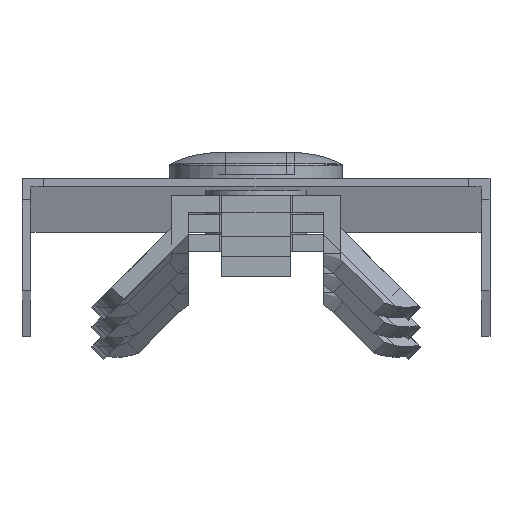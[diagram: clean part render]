
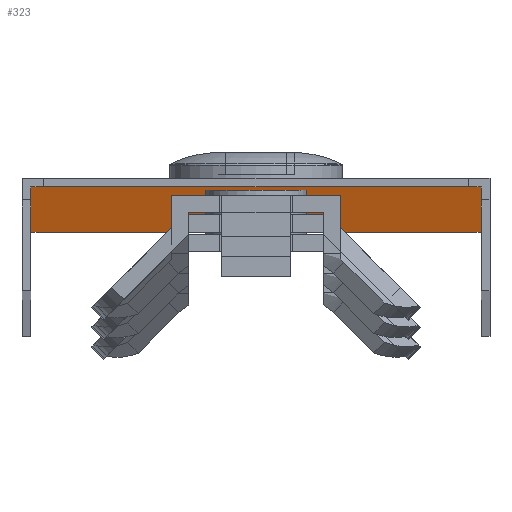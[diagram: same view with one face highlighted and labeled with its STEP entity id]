
A CAD part, top view. The second image highlights one B-rep face of the part: STEP entity #323.
In plain terms, the highlighted planar face has unit normal (0, -1, 0).
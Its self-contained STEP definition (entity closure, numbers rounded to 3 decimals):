
#23 = VERTEX_POINT ( 'NONE', #553 ) ;
#24 = DIRECTION ( 'NONE',  ( -1., 0., 0. ) ) ;
#30 = AXIS2_PLACEMENT_3D ( 'NONE', #512, #2624, #74 ) ;
#61 = ORIENTED_EDGE ( 'NONE', *, *, #1550, .T. ) ;
#63 = VECTOR ( 'NONE', #2187, 1000. ) ;
#74 = DIRECTION ( 'NONE',  ( -1., 0., 0. ) ) ;
#160 = LINE ( 'NONE', #1607, #543 ) ;
#178 = EDGE_CURVE ( 'NONE', #23, #2305, #546, .T. ) ;
#206 = CARTESIAN_POINT ( 'NONE',  ( 24.5, -1., 0. ) ) ;
#225 = VERTEX_POINT ( 'NONE', #717 ) ;
#241 = AXIS2_PLACEMENT_3D ( 'NONE', #1956, #244, #24 ) ;
#244 = DIRECTION ( 'NONE',  ( 0., -1., 0. ) ) ;
#276 = LINE ( 'NONE', #1176, #2194 ) ;
#323 = ADVANCED_FACE ( 'NONE', ( #1537, #662, #1263, #2330 ), #1837, .F. ) ;
#365 = CARTESIAN_POINT ( 'NONE',  ( -26., -1., 3000. ) ) ;
#413 = ORIENTED_EDGE ( 'NONE', *, *, #1827, .F. ) ;
#506 = CARTESIAN_POINT ( 'NONE',  ( -26., -1., 3000. ) ) ;
#512 = CARTESIAN_POINT ( 'NONE',  ( 0., -1., 2800. ) ) ;
#543 = VECTOR ( 'NONE', #1188, 1000. ) ;
#546 = LINE ( 'NONE', #206, #1663 ) ;
#547 = CARTESIAN_POINT ( 'NONE',  ( -27., -1., 3000. ) ) ;
#553 = CARTESIAN_POINT ( 'NONE',  ( 24.5, -1., 0. ) ) ;
#554 = AXIS2_PLACEMENT_3D ( 'NONE', #547, #1611, #566 ) ;
#558 = ORIENTED_EDGE ( 'NONE', *, *, #934, .F. ) ;
#559 = VERTEX_POINT ( 'NONE', #2595 ) ;
#566 = DIRECTION ( 'NONE',  ( -1., 0., 0. ) ) ;
#581 = ORIENTED_EDGE ( 'NONE', *, *, #782, .F. ) ;
#591 = CARTESIAN_POINT ( 'NONE',  ( 24.5, -1., 3000. ) ) ;
#599 = VERTEX_POINT ( 'NONE', #2363 ) ;
#620 = DIRECTION ( 'NONE',  ( 0., 0., 1. ) ) ;
#639 = CARTESIAN_POINT ( 'NONE',  ( 26., -1., 3000. ) ) ;
#662 = FACE_BOUND ( 'NONE', #2510, .T. ) ;
#717 = CARTESIAN_POINT ( 'NONE',  ( 6.15, -1., 1500. ) ) ;
#723 = CIRCLE ( 'NONE', #2146, 6.15 ) ;
#778 = AXIS2_PLACEMENT_3D ( 'NONE', #1034, #2737, #1011 ) ;
#782 = EDGE_CURVE ( 'NONE', #2139, #2174, #276, .T. ) ;
#801 = EDGE_CURVE ( 'NONE', #1673, #23, #160, .T. ) ;
#808 = VERTEX_POINT ( 'NONE', #1793 ) ;
#820 = DIRECTION ( 'NONE',  ( 0., 0., 1. ) ) ;
#868 = CARTESIAN_POINT ( 'NONE',  ( -24.5, -1., 3000. ) ) ;
#895 = CARTESIAN_POINT ( 'NONE',  ( 26., -1., 0. ) ) ;
#910 = DIRECTION ( 'NONE',  ( 0., -1., 0. ) ) ;
#912 = ORIENTED_EDGE ( 'NONE', *, *, #1728, .F. ) ;
#934 = EDGE_CURVE ( 'NONE', #1564, #2139, #2691, .T. ) ;
#982 = LINE ( 'NONE', #2345, #1586 ) ;
#1009 = CIRCLE ( 'NONE', #778, 6.15 ) ;
#1011 = DIRECTION ( 'NONE',  ( -1., 0., 0. ) ) ;
#1034 = CARTESIAN_POINT ( 'NONE',  ( 0., -1., 1500. ) ) ;
#1045 = AXIS2_PLACEMENT_3D ( 'NONE', #1305, #910, #2402 ) ;
#1137 = VERTEX_POINT ( 'NONE', #2213 ) ;
#1157 = VECTOR ( 'NONE', #620, 1000. ) ;
#1176 = CARTESIAN_POINT ( 'NONE',  ( -27., -1., 3000. ) ) ;
#1180 = CARTESIAN_POINT ( 'NONE',  ( -26., -1., 0. ) ) ;
#1188 = DIRECTION ( 'NONE',  ( 1., 0., 0. ) ) ;
#1209 = EDGE_LOOP ( 'NONE', ( #2004, #2167 ) ) ;
#1263 = FACE_OUTER_BOUND ( 'NONE', #2562, .T. ) ;
#1302 = CARTESIAN_POINT ( 'NONE',  ( 26., -1., 3000. ) ) ;
#1304 = VERTEX_POINT ( 'NONE', #506 ) ;
#1305 = CARTESIAN_POINT ( 'NONE',  ( 0., -1., 2800. ) ) ;
#1318 = ORIENTED_EDGE ( 'NONE', *, *, #178, .T. ) ;
#1356 = CARTESIAN_POINT ( 'NONE',  ( 0., -1., 200. ) ) ;
#1412 = EDGE_CURVE ( 'NONE', #2648, #1304, #2190, .T. ) ;
#1447 = DIRECTION ( 'NONE',  ( 0., -1., 0. ) ) ;
#1537 = FACE_BOUND ( 'NONE', #1209, .T. ) ;
#1540 = CARTESIAN_POINT ( 'NONE',  ( -27., -1., 0. ) ) ;
#1546 = VERTEX_POINT ( 'NONE', #1690 ) ;
#1550 = EDGE_CURVE ( 'NONE', #2305, #2174, #1720, .T. ) ;
#1552 = CIRCLE ( 'NONE', #241, 6.15 ) ;
#1564 = VERTEX_POINT ( 'NONE', #868 ) ;
#1583 = EDGE_CURVE ( 'NONE', #1564, #1304, #982, .T. ) ;
#1586 = VECTOR ( 'NONE', #2335, 1000. ) ;
#1607 = CARTESIAN_POINT ( 'NONE',  ( -27., -1., 0. ) ) ;
#1611 = DIRECTION ( 'NONE',  ( 0., 1., 0. ) ) ;
#1617 = DIRECTION ( 'NONE',  ( 1., 0., 0. ) ) ;
#1663 = VECTOR ( 'NONE', #2237, 1000. ) ;
#1673 = VERTEX_POINT ( 'NONE', #2168 ) ;
#1689 = EDGE_CURVE ( 'NONE', #1673, #2648, #2512, .T. ) ;
#1690 = CARTESIAN_POINT ( 'NONE',  ( -6.15, -1., 200. ) ) ;
#1715 = CIRCLE ( 'NONE', #2071, 6.15 ) ;
#1720 = LINE ( 'NONE', #639, #1157 ) ;
#1728 = EDGE_CURVE ( 'NONE', #808, #599, #2150, .T. ) ;
#1778 = DIRECTION ( 'NONE',  ( -1., 0., 0. ) ) ;
#1793 = CARTESIAN_POINT ( 'NONE',  ( -6.15, -1., 2800. ) ) ;
#1806 = ORIENTED_EDGE ( 'NONE', *, *, #1689, .F. ) ;
#1823 = EDGE_CURVE ( 'NONE', #599, #808, #2504, .T. ) ;
#1827 = EDGE_CURVE ( 'NONE', #559, #1546, #723, .T. ) ;
#1837 = PLANE ( 'NONE',  #554 ) ;
#1898 = DIRECTION ( 'NONE',  ( -1., 0., 0. ) ) ;
#1956 = CARTESIAN_POINT ( 'NONE',  ( 0., -1., 200. ) ) ;
#1998 = ORIENTED_EDGE ( 'NONE', *, *, #1823, .F. ) ;
#2004 = ORIENTED_EDGE ( 'NONE', *, *, #2076, .F. ) ;
#2013 = EDGE_CURVE ( 'NONE', #225, #1137, #1715, .T. ) ;
#2036 = DIRECTION ( 'NONE',  ( 1., 0., 0. ) ) ;
#2038 = ORIENTED_EDGE ( 'NONE', *, *, #801, .T. ) ;
#2071 = AXIS2_PLACEMENT_3D ( 'NONE', #2093, #1447, #1898 ) ;
#2076 = EDGE_CURVE ( 'NONE', #1137, #225, #1009, .T. ) ;
#2093 = CARTESIAN_POINT ( 'NONE',  ( 0., -1., 1500. ) ) ;
#2139 = VERTEX_POINT ( 'NONE', #591 ) ;
#2146 = AXIS2_PLACEMENT_3D ( 'NONE', #1356, #2195, #1778 ) ;
#2150 = CIRCLE ( 'NONE', #30, 6.15 ) ;
#2167 = ORIENTED_EDGE ( 'NONE', *, *, #2013, .F. ) ;
#2168 = CARTESIAN_POINT ( 'NONE',  ( -24.5, -1., 0. ) ) ;
#2174 = VERTEX_POINT ( 'NONE', #1302 ) ;
#2187 = DIRECTION ( 'NONE',  ( -1., 0., 0. ) ) ;
#2190 = LINE ( 'NONE', #365, #2719 ) ;
#2194 = VECTOR ( 'NONE', #2036, 1000. ) ;
#2195 = DIRECTION ( 'NONE',  ( 0., -1., 0. ) ) ;
#2213 = CARTESIAN_POINT ( 'NONE',  ( -6.15, -1., 1500. ) ) ;
#2237 = DIRECTION ( 'NONE',  ( 1., 0., 0. ) ) ;
#2305 = VERTEX_POINT ( 'NONE', #895 ) ;
#2330 = FACE_BOUND ( 'NONE', #2461, .T. ) ;
#2335 = DIRECTION ( 'NONE',  ( -1., 0., 0. ) ) ;
#2345 = CARTESIAN_POINT ( 'NONE',  ( -24.5, -1., 3000. ) ) ;
#2363 = CARTESIAN_POINT ( 'NONE',  ( 6.15, -1., 2800. ) ) ;
#2402 = DIRECTION ( 'NONE',  ( -1., 0., 0. ) ) ;
#2461 = EDGE_LOOP ( 'NONE', ( #912, #1998 ) ) ;
#2487 = VECTOR ( 'NONE', #1617, 1000. ) ;
#2504 = CIRCLE ( 'NONE', #1045, 6.15 ) ;
#2508 = CARTESIAN_POINT ( 'NONE',  ( -27., -1., 3000. ) ) ;
#2510 = EDGE_LOOP ( 'NONE', ( #2570, #413 ) ) ;
#2512 = LINE ( 'NONE', #1540, #63 ) ;
#2562 = EDGE_LOOP ( 'NONE', ( #2038, #1318, #61, #581, #558, #2779, #2640, #1806 ) ) ;
#2570 = ORIENTED_EDGE ( 'NONE', *, *, #2720, .F. ) ;
#2595 = CARTESIAN_POINT ( 'NONE',  ( 6.15, -1., 200. ) ) ;
#2624 = DIRECTION ( 'NONE',  ( 0., -1., 0. ) ) ;
#2640 = ORIENTED_EDGE ( 'NONE', *, *, #1412, .F. ) ;
#2648 = VERTEX_POINT ( 'NONE', #1180 ) ;
#2691 = LINE ( 'NONE', #2508, #2487 ) ;
#2719 = VECTOR ( 'NONE', #820, 1000. ) ;
#2720 = EDGE_CURVE ( 'NONE', #1546, #559, #1552, .T. ) ;
#2737 = DIRECTION ( 'NONE',  ( 0., -1., 0. ) ) ;
#2779 = ORIENTED_EDGE ( 'NONE', *, *, #1583, .T. ) ;
